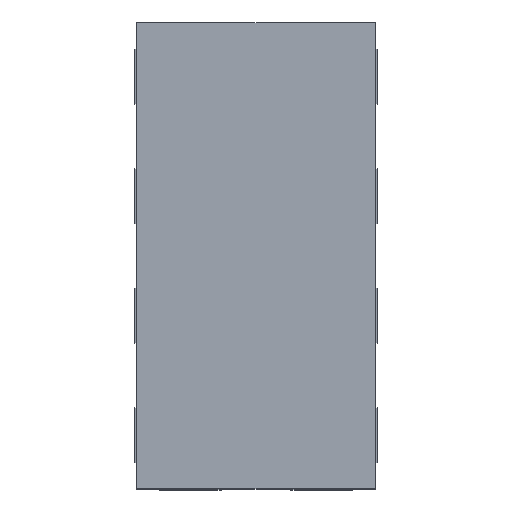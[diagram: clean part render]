
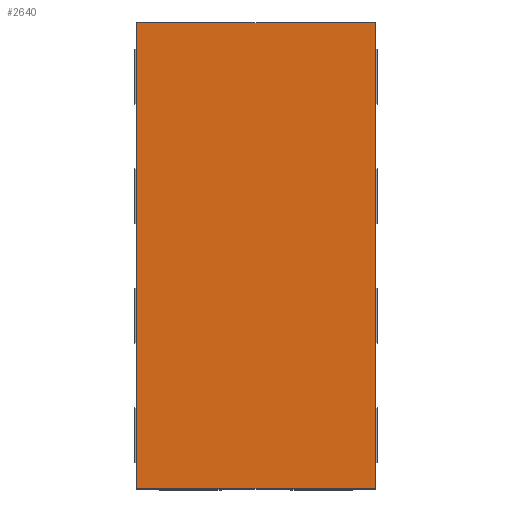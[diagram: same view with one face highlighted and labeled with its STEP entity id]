
A CAD part, top view. The second image highlights one B-rep face of the part: STEP entity #2640.
In plain terms, the highlighted planar face has unit normal (0, 0, 1).
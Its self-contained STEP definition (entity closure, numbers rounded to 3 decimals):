
#289=ORIENTED_EDGE('',*,*,#542,.T.);
#290=ORIENTED_EDGE('',*,*,#703,.T.);
#291=ORIENTED_EDGE('',*,*,#530,.T.);
#292=ORIENTED_EDGE('',*,*,#704,.T.);
#530=EDGE_CURVE('',#785,#786,#955,.T.);
#542=EDGE_CURVE('',#797,#798,#967,.T.);
#703=EDGE_CURVE('',#798,#785,#1128,.T.);
#704=EDGE_CURVE('',#786,#797,#1129,.T.);
#785=VERTEX_POINT('',#3270);
#786=VERTEX_POINT('',#3271);
#797=VERTEX_POINT('',#3295);
#798=VERTEX_POINT('',#3296);
#955=LINE('',#3269,#1210);
#967=LINE('',#3294,#1222);
#1128=LINE('',#3630,#1383);
#1129=LINE('',#3631,#1384);
#1210=VECTOR('',#2800,1000.);
#1222=VECTOR('',#2814,1000.);
#1383=VECTOR('',#3099,1000.);
#1384=VECTOR('',#3100,1000.);
#1532=EDGE_LOOP('',(#289,#290,#291,#292));
#1659=FACE_BOUND('',#1532,.T.);
#1782=PLANE('',#2752);
#2640=ADVANCED_FACE('',(#1659),#1782,.T.);
#2752=AXIS2_PLACEMENT_3D('',#3629,#3097,#3098);
#2800=DIRECTION('',(-1.,0.,0.));
#2814=DIRECTION('',(1.,0.,0.));
#3097=DIRECTION('',(0.,0.,1.));
#3098=DIRECTION('',(0.,-1.,0.));
#3099=DIRECTION('',(0.,1.,0.));
#3100=DIRECTION('',(0.,-1.,0.));
#3269=CARTESIAN_POINT('',(0.5,3.925,0.25));
#3270=CARTESIAN_POINT('',(0.5,3.925,0.25));
#3271=CARTESIAN_POINT('',(-0.5,3.925,0.25));
#3294=CARTESIAN_POINT('',(-0.5,1.975,0.25));
#3295=CARTESIAN_POINT('',(-0.5,1.975,0.25));
#3296=CARTESIAN_POINT('',(0.5,1.975,0.25));
#3629=CARTESIAN_POINT('',(0.,2.95,0.25));
#3630=CARTESIAN_POINT('',(0.5,2.275,0.25));
#3631=CARTESIAN_POINT('',(-0.5,3.625,0.25));
